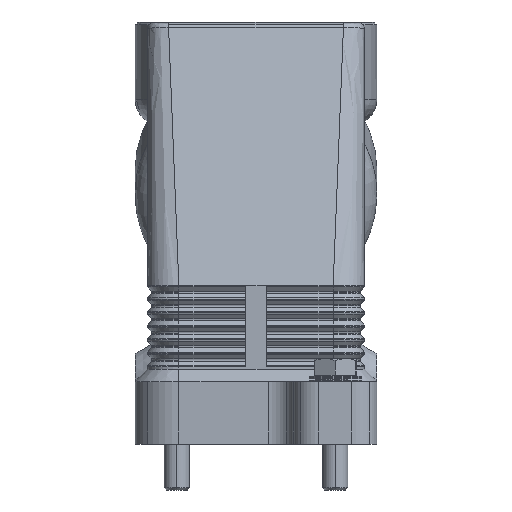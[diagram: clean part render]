
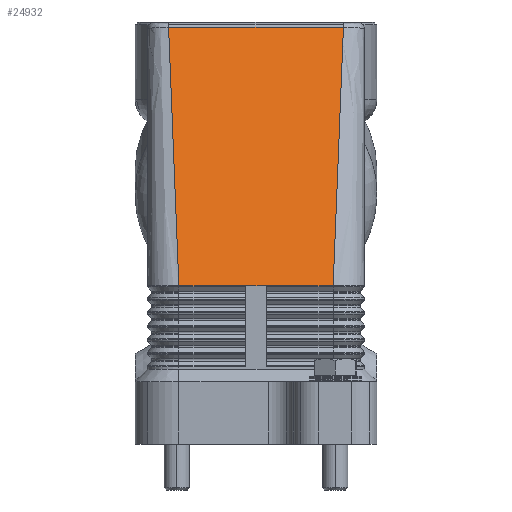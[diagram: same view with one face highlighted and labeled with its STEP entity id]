
A CAD part, left-side view. The second image highlights one B-rep face of the part: STEP entity #24932.
In plain terms, the highlighted planar face has unit normal (-0.953, 0, 0.303).
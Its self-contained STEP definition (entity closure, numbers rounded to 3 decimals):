
#5465=CARTESIAN_POINT('',(-31.332,20.958,99.954));
#5466=VERTEX_POINT('',#5465);
#5474=CARTESIAN_POINT('',(-31.332,-20.958,99.954));
#5475=VERTEX_POINT('',#5474);
#5476=CARTESIAN_POINT('',(-31.332,20.958,99.954));
#5477=DIRECTION('',(0.0,-1.0,0.0));
#5478=VECTOR('',#5477,41.917);
#5479=LINE('',#5476,#5478);
#5480=EDGE_CURVE('',#5466,#5475,#5479,.T.);
#18620=CARTESIAN_POINT('',(-51.,-2.5,38.0));
#18621=VERTEX_POINT('',#18620);
#18639=CARTESIAN_POINT('',(-51.0,-18.5,38.0));
#18640=VERTEX_POINT('',#18639);
#18648=CARTESIAN_POINT('',(-51.0,-18.5,38.0));
#18649=DIRECTION('',(0.0,1.0,0.0));
#18650=VECTOR('',#18649,16.);
#18651=LINE('',#18648,#18650);
#18652=EDGE_CURVE('',#18640,#18621,#18651,.T.);
#20426=CARTESIAN_POINT('',(-51.,2.5,38.0));
#20427=VERTEX_POINT('',#20426);
#20428=CARTESIAN_POINT('',(-51.,-2.5,38.0));
#20429=DIRECTION('',(0.0,1.0,0.0));
#20430=VECTOR('',#20429,5.0);
#20431=LINE('',#20428,#20430);
#20432=EDGE_CURVE('',#18621,#20427,#20431,.T.);
#22809=CARTESIAN_POINT('',(-51.0,18.5,38.0));
#22810=VERTEX_POINT('',#22809);
#22811=CARTESIAN_POINT('',(-51.,2.5,38.0));
#22812=DIRECTION('',(0.0,1.0,0.0));
#22813=VECTOR('',#22812,16.);
#22814=LINE('',#22811,#22813);
#22815=EDGE_CURVE('',#20427,#22810,#22814,.T.);
#24891=CARTESIAN_POINT('',(-31.,21.,101.));
#24892=DIRECTION('',(0.953,0.0,-0.303));
#24893=DIRECTION('',(-0.303,0.0,-0.953));
#24894=AXIS2_PLACEMENT_3D('',#24891,#24892,#24893);
#24895=PLANE('',#24894);
#24896=CARTESIAN_POINT('',(-32.486,-20.814,96.32));
#24897=VERTEX_POINT('',#24896);
#24898=CARTESIAN_POINT('',(-31.332,-20.958,99.954));
#24899=CARTESIAN_POINT('',(-31.717,-20.91,98.742));
#24900=CARTESIAN_POINT('',(-32.101,-20.862,97.531));
#24901=CARTESIAN_POINT('',(-32.486,-20.814,96.32));
#24902=B_SPLINE_CURVE_WITH_KNOTS('',3,(#24898,#24899,#24900,#24901),.UNSPECIFIED.,.F.,.U.,(4,4),(0.017,0.074),.UNSPECIFIED.);
#24903=EDGE_CURVE('',#5475,#24897,#24902,.T.);
#24904=ORIENTED_EDGE('',*,*,#24903,.F.);
#24905=ORIENTED_EDGE('',*,*,#5480,.F.);
#24906=CARTESIAN_POINT('',(-32.486,20.814,96.32));
#24907=VERTEX_POINT('',#24906);
#24908=CARTESIAN_POINT('',(-31.332,20.958,99.954));
#24909=DIRECTION('',(-0.302,-0.038,-0.952));
#24910=VECTOR('',#24909,3.816);
#24911=LINE('',#24908,#24910);
#24912=EDGE_CURVE('',#5466,#24907,#24911,.T.);
#24913=ORIENTED_EDGE('',*,*,#24912,.T.);
#24914=CARTESIAN_POINT('',(-32.486,20.814,96.32));
#24915=DIRECTION('',(-0.302,-0.038,-0.952));
#24916=VECTOR('',#24915,61.232);
#24917=LINE('',#24914,#24916);
#24918=EDGE_CURVE('',#24907,#22810,#24917,.T.);
#24919=ORIENTED_EDGE('',*,*,#24918,.T.);
#24920=ORIENTED_EDGE('',*,*,#22815,.F.);
#24921=ORIENTED_EDGE('',*,*,#20432,.F.);
#24922=ORIENTED_EDGE('',*,*,#18652,.F.);
#24923=CARTESIAN_POINT('',(-32.486,-20.814,96.32));
#24924=CARTESIAN_POINT('',(-38.657,-20.043,76.88));
#24925=CARTESIAN_POINT('',(-44.829,-19.271,57.44));
#24926=CARTESIAN_POINT('',(-51.0,-18.5,38.));
#24927=B_SPLINE_CURVE_WITH_KNOTS('',3,(#24923,#24924,#24925,#24926),.UNSPECIFIED.,.F.,.U.,(4,4),(0.074,1.0),.UNSPECIFIED.);
#24928=EDGE_CURVE('',#24897,#18640,#24927,.T.);
#24929=ORIENTED_EDGE('',*,*,#24928,.F.);
#24930=EDGE_LOOP('',(#24904,#24905,#24913,#24919,#24920,#24921,#24922,#24929));
#24931=FACE_OUTER_BOUND('',#24930,.T.);
#24932=ADVANCED_FACE('',(#24931),#24895,.F.);
